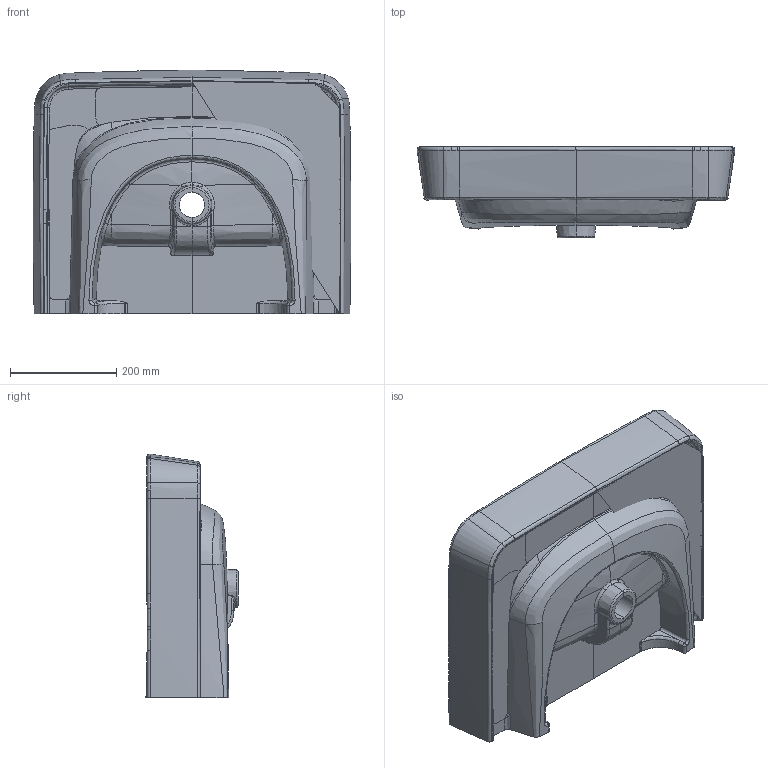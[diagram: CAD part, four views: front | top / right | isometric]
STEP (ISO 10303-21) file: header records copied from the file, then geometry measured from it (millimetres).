
FILE_DESCRIPTION(/* description */ (''),/* implementation_level */ '2;1');
FILE_NAME(/* name */ '4A4160.stp',/* time_stamp */ '2020-03-25T12:27:20+01:00',/* author */ (''),/* organization */ (''),/* preprocessor_version */ 'ST-DEVELOPER v16.7',/* originating_system */ 'SIEMENS PLM Software NX 1863',/* authorisation */ '');
FILE_SCHEMA (('AUTOMOTIVE_DESIGN { 1 0 10303 214 3 1 1 1 }'));
Length unit declared in the file: millimetre
Products named in the file (1): Sier1B746D55qlye
Bounding box: 598.88 x 173.51 x 459.42 mm (x, y, z)
Volume: 16064999 mm3; surface area: 901136.4 mm2
Topology: 1 solids, 1 shells, 301 faces, 758 edges, 453 vertices
Faces by surface type: bspline 265, plane 10, cylinder 10, cone 8, torus 4, extrusion 2, sphere 2
Entity records: 25924 total; most frequent: CARTESIAN_POINT 21004, ORIENTED_EDGE 1508, EDGE_CURVE 754, B_SPLINE_CURVE_WITH_KNOTS 638, VERTEX_POINT 453, ADVANCED_FACE 301, FACE_OUTER_BOUND 301, EDGE_LOOP 301
